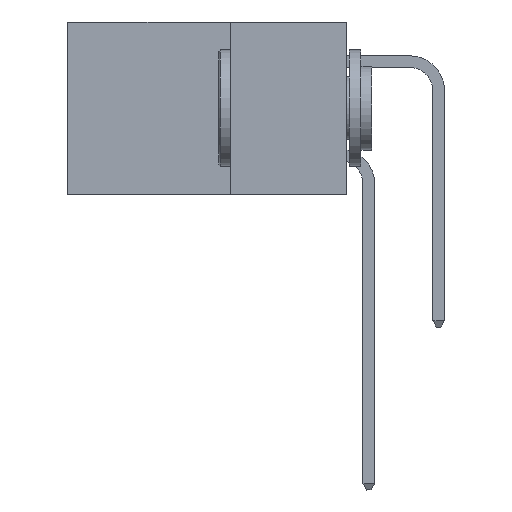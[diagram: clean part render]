
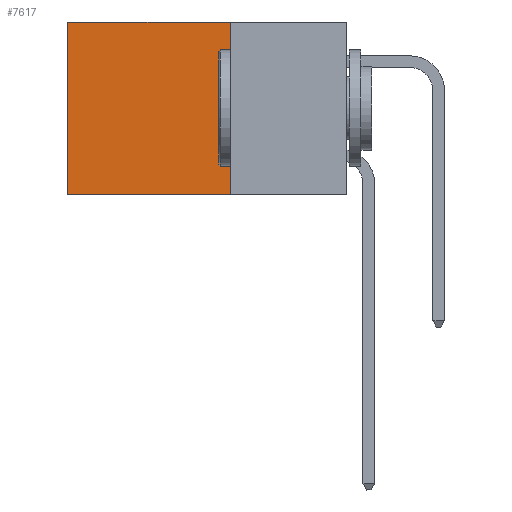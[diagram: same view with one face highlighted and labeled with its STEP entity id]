
A CAD part, left-side view. The second image highlights one B-rep face of the part: STEP entity #7617.
In plain terms, the highlighted planar face has unit normal (-1, 0, 0).
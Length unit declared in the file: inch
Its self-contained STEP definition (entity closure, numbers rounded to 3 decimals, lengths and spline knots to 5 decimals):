
#604 = CARTESIAN_POINT ( 'NONE',  ( 0.2875, 0.25, -0.37 ) ) ;
#1118 = EDGE_LOOP ( 'NONE', ( #15943, #15239, #16999, #15905 ) ) ;
#2350 = DIRECTION ( 'NONE',  ( 1., 0., 0. ) ) ;
#2753 = PLANE ( 'NONE',  #7363 ) ;
#4242 = VECTOR ( 'NONE', #20533, 39.37008 ) ;
#4961 = VECTOR ( 'NONE', #13104, 39.37008 ) ;
#5097 = DIRECTION ( 'NONE',  ( 0., 0., -1. ) ) ;
#6339 = VERTEX_POINT ( 'NONE', #6836 ) ;
#6836 = CARTESIAN_POINT ( 'NONE',  ( 0.2875, 0.25, 0. ) ) ;
#7363 = AXIS2_PLACEMENT_3D ( 'NONE', #21236, #2350, #14389 ) ;
#7596 = VERTEX_POINT ( 'NONE', #604 ) ;
#7617 = ADVANCED_FACE ( 'NONE', ( #10806 ), #2753, .F. ) ;
#7959 = EDGE_CURVE ( 'NONE', #6339, #7596, #8394, .T. ) ;
#8394 = LINE ( 'NONE', #11818, #19961 ) ;
#8484 = CARTESIAN_POINT ( 'NONE',  ( 0.2875, 0.25, 0. ) ) ;
#9699 = EDGE_CURVE ( 'NONE', #7596, #10256, #15508, .T. ) ;
#10144 = LINE ( 'NONE', #8484, #4242 ) ;
#10256 = VERTEX_POINT ( 'NONE', #18113 ) ;
#10644 = VECTOR ( 'NONE', #20541, 39.37008 ) ;
#10806 = FACE_OUTER_BOUND ( 'NONE', #1118, .T. ) ;
#11818 = CARTESIAN_POINT ( 'NONE',  ( 0.2875, 0.25, 0. ) ) ;
#13104 = DIRECTION ( 'NONE',  ( 0., 0., -1. ) ) ;
#13362 = VERTEX_POINT ( 'NONE', #18117 ) ;
#14389 = DIRECTION ( 'NONE',  ( 0., 0., -1. ) ) ;
#15152 = LINE ( 'NONE', #20273, #4961 ) ;
#15239 = ORIENTED_EDGE ( 'NONE', *, *, #9699, .F. ) ;
#15508 = LINE ( 'NONE', #17974, #10644 ) ;
#15905 = ORIENTED_EDGE ( 'NONE', *, *, #19289, .T. ) ;
#15943 = ORIENTED_EDGE ( 'NONE', *, *, #16084, .T. ) ;
#16084 = EDGE_CURVE ( 'NONE', #13362, #10256, #15152, .T. ) ;
#16999 = ORIENTED_EDGE ( 'NONE', *, *, #7959, .F. ) ;
#17974 = CARTESIAN_POINT ( 'NONE',  ( 0.2875, 0.25, -0.37 ) ) ;
#18113 = CARTESIAN_POINT ( 'NONE',  ( 0.2875, 0.6, -0.37 ) ) ;
#18117 = CARTESIAN_POINT ( 'NONE',  ( 0.2875, 0.6, 0. ) ) ;
#19289 = EDGE_CURVE ( 'NONE', #6339, #13362, #10144, .T. ) ;
#19961 = VECTOR ( 'NONE', #5097, 39.37008 ) ;
#20273 = CARTESIAN_POINT ( 'NONE',  ( 0.2875, 0.6, 0. ) ) ;
#20533 = DIRECTION ( 'NONE',  ( 0., 1., 0. ) ) ;
#20541 = DIRECTION ( 'NONE',  ( 0., 1., 0. ) ) ;
#21236 = CARTESIAN_POINT ( 'NONE',  ( 0.2875, 0.25, 0. ) ) ;
